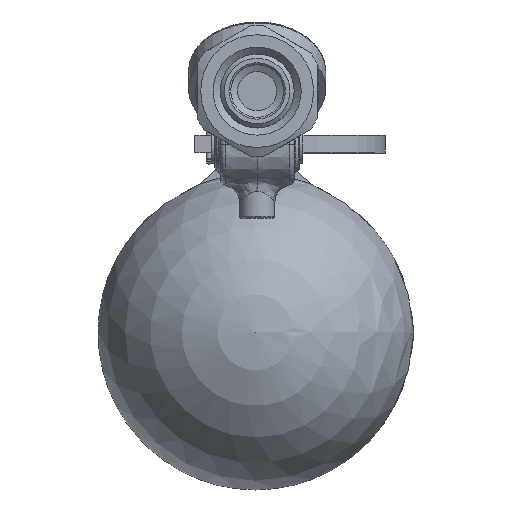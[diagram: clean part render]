
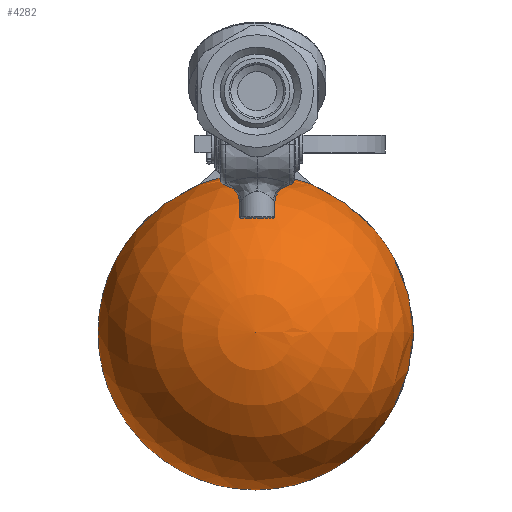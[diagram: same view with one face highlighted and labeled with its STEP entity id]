
A CAD part, top view. The second image highlights one B-rep face of the part: STEP entity #4282.
In plain terms, the highlighted spherical face has radius 45 mm.
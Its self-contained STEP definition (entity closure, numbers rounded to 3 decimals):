
#43=FACE_BOUND('',#1123,.T.);
#59=SPHERICAL_SURFACE('',#4595,45.);
#865=FACE_OUTER_BOUND('',#1122,.T.);
#1122=EDGE_LOOP('',(#2925,#2926));
#1123=EDGE_LOOP('',(#2927,#2928,#2929,#2930,#2931,#2932,#2933,#2934,#2935,
#2936,#2937,#2938,#2939,#2940));
#1396=CIRCLE('',#4579,44.997);
#1398=CIRCLE('',#4584,16.004);
#1399=CIRCLE('',#4586,16.004);
#1400=CIRCLE('',#4588,42.059);
#1401=CIRCLE('',#4590,42.059);
#1403=CIRCLE('',#4594,44.997);
#1404=CIRCLE('',#4596,45.);
#1405=CIRCLE('',#4597,44.997);
#1406=CIRCLE('',#4598,16.004);
#1407=CIRCLE('',#4599,42.059);
#1408=CIRCLE('',#4600,42.059);
#1409=CIRCLE('',#4601,16.004);
#1410=CIRCLE('',#4602,44.997);
#1411=CIRCLE('',#4603,6.579);
#1412=CIRCLE('',#4604,6.579);
#1730=VERTEX_POINT('',#6570);
#1734=VERTEX_POINT('',#6578);
#1739=VERTEX_POINT('',#6592);
#1740=VERTEX_POINT('',#6596);
#1741=VERTEX_POINT('',#6597);
#1743=VERTEX_POINT('',#6603);
#1744=VERTEX_POINT('',#6614);
#1745=VERTEX_POINT('',#6618);
#1746=VERTEX_POINT('',#6619);
#1747=VERTEX_POINT('',#6621);
#1748=VERTEX_POINT('',#6622);
#1749=VERTEX_POINT('',#6624);
#1750=VERTEX_POINT('',#6626);
#1751=VERTEX_POINT('',#6628);
#1752=VERTEX_POINT('',#6630);
#1753=VERTEX_POINT('',#6632);
#2185=EDGE_CURVE('',#1730,#1734,#1396,.T.);
#2193=EDGE_CURVE('',#1740,#1741,#1398,.T.);
#2196=EDGE_CURVE('',#1734,#1743,#1399,.T.);
#2198=EDGE_CURVE('',#1739,#1740,#1400,.T.);
#2200=EDGE_CURVE('',#1743,#1739,#1401,.T.);
#2203=EDGE_CURVE('',#1741,#1744,#1403,.T.);
#2204=EDGE_CURVE('',#1745,#1746,#1404,.T.);
#2205=EDGE_CURVE('',#1747,#1748,#1405,.T.);
#2206=EDGE_CURVE('',#1748,#1749,#1406,.T.);
#2207=EDGE_CURVE('',#1749,#1750,#1407,.T.);
#2208=EDGE_CURVE('',#1750,#1751,#1408,.T.);
#2209=EDGE_CURVE('',#1751,#1752,#1409,.T.);
#2210=EDGE_CURVE('',#1752,#1753,#1410,.T.);
#2211=EDGE_CURVE('',#1730,#1753,#1411,.T.);
#2212=EDGE_CURVE('',#1747,#1744,#1412,.T.);
#2925=ORIENTED_EDGE('',*,*,#2204,.T.);
#2926=ORIENTED_EDGE('',*,*,#2204,.F.);
#2927=ORIENTED_EDGE('',*,*,#2205,.T.);
#2928=ORIENTED_EDGE('',*,*,#2206,.T.);
#2929=ORIENTED_EDGE('',*,*,#2207,.T.);
#2930=ORIENTED_EDGE('',*,*,#2208,.T.);
#2931=ORIENTED_EDGE('',*,*,#2209,.T.);
#2932=ORIENTED_EDGE('',*,*,#2210,.T.);
#2933=ORIENTED_EDGE('',*,*,#2211,.F.);
#2934=ORIENTED_EDGE('',*,*,#2185,.T.);
#2935=ORIENTED_EDGE('',*,*,#2196,.T.);
#2936=ORIENTED_EDGE('',*,*,#2200,.T.);
#2937=ORIENTED_EDGE('',*,*,#2198,.T.);
#2938=ORIENTED_EDGE('',*,*,#2193,.T.);
#2939=ORIENTED_EDGE('',*,*,#2203,.T.);
#2940=ORIENTED_EDGE('',*,*,#2212,.F.);
#4282=ADVANCED_FACE('',(#865,#43),#59,.T.);
#4579=AXIS2_PLACEMENT_3D('',#6580,#5166,#5167);
#4584=AXIS2_PLACEMENT_3D('',#6598,#5182,#5183);
#4586=AXIS2_PLACEMENT_3D('',#6604,#5188,#5189);
#4588=AXIS2_PLACEMENT_3D('',#6607,#5193,#5194);
#4590=AXIS2_PLACEMENT_3D('',#6610,#5198,#5199);
#4594=AXIS2_PLACEMENT_3D('',#6616,#5207,#5208);
#4595=AXIS2_PLACEMENT_3D('',#6617,#5209,#5210);
#4596=AXIS2_PLACEMENT_3D('',#6620,#5211,#5212);
#4597=AXIS2_PLACEMENT_3D('',#6623,#5213,#5214);
#4598=AXIS2_PLACEMENT_3D('',#6625,#5215,#5216);
#4599=AXIS2_PLACEMENT_3D('',#6627,#5217,#5218);
#4600=AXIS2_PLACEMENT_3D('',#6629,#5219,#5220);
#4601=AXIS2_PLACEMENT_3D('',#6631,#5221,#5222);
#4602=AXIS2_PLACEMENT_3D('',#6633,#5223,#5224);
#4603=AXIS2_PLACEMENT_3D('',#6634,#5225,#5226);
#4604=AXIS2_PLACEMENT_3D('',#6635,#5227,#5228);
#5166=DIRECTION('center_axis',(0.,0.,
-1.));
#5167=DIRECTION('ref_axis',(0.,1.,0.));
#5182=DIRECTION('center_axis',(0.,-1.,0.));
#5183=DIRECTION('ref_axis',(0.,0.,
-1.));
#5188=DIRECTION('center_axis',(0.,-1.,0.));
#5189=DIRECTION('ref_axis',(0.,0.,
-1.));
#5193=DIRECTION('center_axis',(1.,0.,0.));
#5194=DIRECTION('ref_axis',(0.,0.,
1.));
#5198=DIRECTION('center_axis',(1.,0.,0.));
#5199=DIRECTION('ref_axis',(0.,0.,
1.));
#5207=DIRECTION('center_axis',(0.,0.,
1.));
#5208=DIRECTION('ref_axis',(0.,-1.,0.));
#5209=DIRECTION('center_axis',(0.,0.,
-1.));
#5210=DIRECTION('ref_axis',(-1.,0.,0.));
#5211=DIRECTION('center_axis',(0.,-1.,0.));
#5212=DIRECTION('ref_axis',(1.,0.,0.));
#5213=DIRECTION('center_axis',(0.,0.,
1.));
#5214=DIRECTION('ref_axis',(0.,-1.,0.));
#5215=DIRECTION('center_axis',(0.,-1.,0.));
#5216=DIRECTION('ref_axis',(0.,0.,
-1.));
#5217=DIRECTION('center_axis',(-1.,0.,0.));
#5218=DIRECTION('ref_axis',(0.,0.,
-1.));
#5219=DIRECTION('center_axis',(-1.,0.,0.));
#5220=DIRECTION('ref_axis',(0.,0.,
-1.));
#5221=DIRECTION('center_axis',(0.,-1.,0.));
#5222=DIRECTION('ref_axis',(0.,0.,
-1.));
#5223=DIRECTION('center_axis',(0.,0.,
-1.));
#5224=DIRECTION('ref_axis',(0.,1.,0.));
#5225=DIRECTION('center_axis',(0.,1.,0.));
#5226=DIRECTION('ref_axis',(1.,0.,0.));
#5227=DIRECTION('center_axis',(0.,1.,0.));
#5228=DIRECTION('ref_axis',(1.,0.,0.));
#6570=CARTESIAN_POINT('',(6.059,-23.483,-277.211));
#6578=CARTESIAN_POINT('',(15.496,-25.942,-277.211));
#6580=CARTESIAN_POINT('Origin',(-0.5,-68.,-277.211));
#6592=CARTESIAN_POINT('',(15.5,-25.941,-276.711));
#6596=CARTESIAN_POINT('',(15.5,-25.942,-276.344));
#6597=CARTESIAN_POINT('',(15.496,-25.942,-276.211));
#6598=CARTESIAN_POINT('Origin',(-0.5,-25.942,-276.711));
#6603=CARTESIAN_POINT('',(15.5,-25.942,-277.078));
#6604=CARTESIAN_POINT('Origin',(-0.5,-25.942,-276.711));
#6607=CARTESIAN_POINT('Origin',(15.5,-68.,-276.711));
#6610=CARTESIAN_POINT('Origin',(15.5,-68.,-276.711));
#6614=CARTESIAN_POINT('',(6.059,-23.483,-276.211));
#6616=CARTESIAN_POINT('Origin',(-0.5,-68.,-276.211));
#6617=CARTESIAN_POINT('Origin',(-0.5,-68.,-276.711));
#6618=CARTESIAN_POINT('',(-0.5,-68.,-321.711));
#6619=CARTESIAN_POINT('',(-0.5,-68.,-231.711));
#6620=CARTESIAN_POINT('Origin',(-0.5,-68.,-276.711));
#6621=CARTESIAN_POINT('',(-7.059,-23.483,-276.211));
#6622=CARTESIAN_POINT('',(-16.496,-25.942,-276.211));
#6623=CARTESIAN_POINT('Origin',(-0.5,-68.,-276.211));
#6624=CARTESIAN_POINT('',(-16.5,-25.942,-276.344));
#6625=CARTESIAN_POINT('Origin',(-0.5,-25.942,-276.711));
#6626=CARTESIAN_POINT('',(-16.5,-25.941,-276.711));
#6627=CARTESIAN_POINT('Origin',(-16.5,-68.,-276.711));
#6628=CARTESIAN_POINT('',(-16.5,-25.942,-277.078));
#6629=CARTESIAN_POINT('Origin',(-16.5,-68.,-276.711));
#6630=CARTESIAN_POINT('',(-16.496,-25.942,-277.211));
#6631=CARTESIAN_POINT('Origin',(-0.5,-25.942,-276.711));
#6632=CARTESIAN_POINT('',(-7.059,-23.483,-277.211));
#6633=CARTESIAN_POINT('Origin',(-0.5,-68.,-277.211));
#6634=CARTESIAN_POINT('Origin',(-0.5,-23.483,-276.711));
#6635=CARTESIAN_POINT('Origin',(-0.5,-23.483,-276.711));
